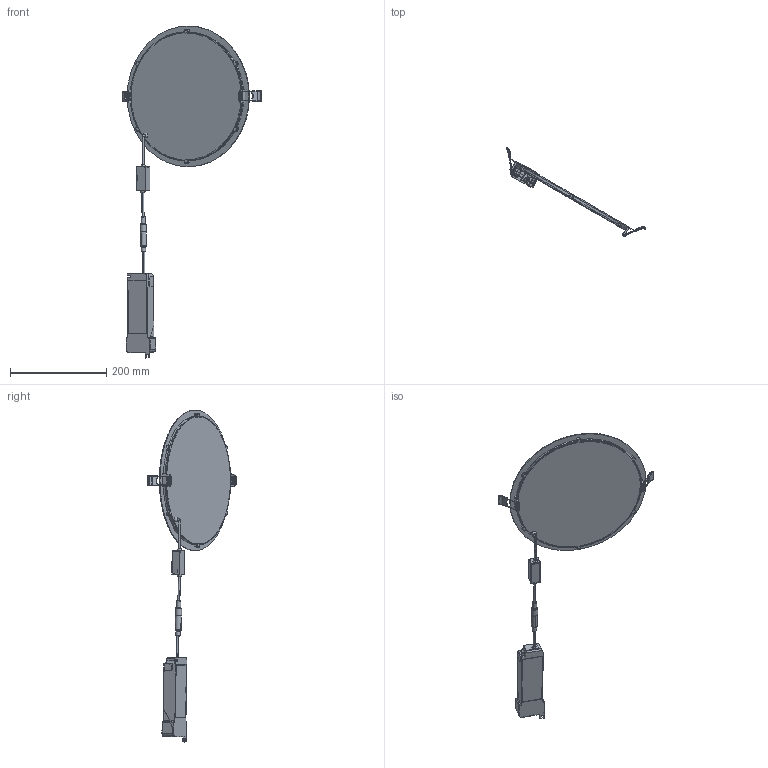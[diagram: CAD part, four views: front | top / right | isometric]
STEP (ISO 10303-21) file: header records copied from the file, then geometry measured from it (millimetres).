
FILE_DESCRIPTION (( 'STEP AP214' ), '1' );
FILE_NAME ('DL_SLIM_ALU_DN280.STEP', '2024-10-30T13:28:46', ( '' ), ( '' ), 'SwSTEP 2.0', 'SolidWorks 2022', '' );
FILE_SCHEMA (( 'AUTOMOTIVE_DESIGN' ));
Length unit declared in the file: millimetre
Products named in the file (1): DL_SLIM_ALU_DN280
Bounding box: 290 x 184.33 x 688.31 mm (x, y, z)
Volume: 181517 mm3; surface area: 357428.6 mm2
Topology: 16 solids, 16 shells, 1168 faces, 3080 edges, 1904 vertices
Faces by surface type: cylinder 397, plane 383, bspline 188, torus 121, sphere 50, cone 29
Full cylindrical faces by diameter (mm): 5.75 x1, 7.8 x1, 8.105 x1, 8.5 x1, 9.35 x1, 12.5 x1
Entity records: 64885 total; most frequent: CARTESIAN_POINT 25456, ORIENTED_EDGE 6038, DIRECTION 4867, EDGE_CURVE 3019, VERTEX_POINT 1899, AXIS2_PLACEMENT_3D 1813, LINE 1241, VECTOR 1241
